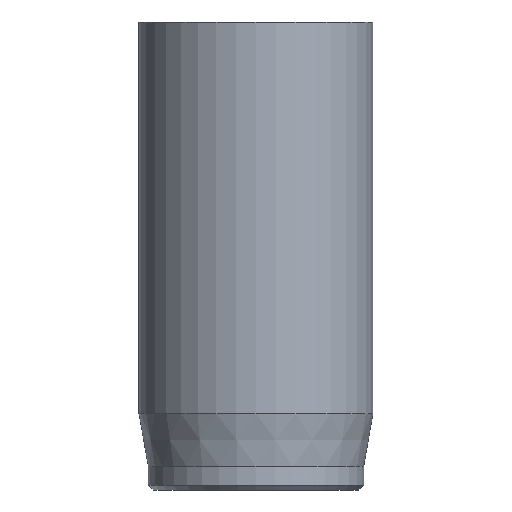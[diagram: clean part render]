
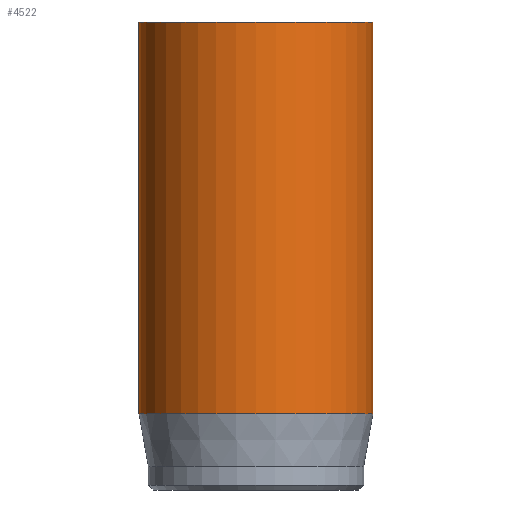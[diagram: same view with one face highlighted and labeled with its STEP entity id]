
A CAD part, front view. The second image highlights one B-rep face of the part: STEP entity #4522.
In plain terms, the highlighted cylindrical face has radius 5 mm (diameter 10 mm), a full revolution.
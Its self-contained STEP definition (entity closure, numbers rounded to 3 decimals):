
#32=CYLINDRICAL_SURFACE('',#4676,5.);
#47=CIRCLE('',#4642,5.);
#63=CIRCLE('',#4674,5.);
#64=CIRCLE('',#4675,5.);
#393=FACE_OUTER_BOUND('',#664,.T.);
#664=EDGE_LOOP('',(#4010,#4011,#4012,#4013,#4014));
#955=LINE('',#8955,#1254);
#1254=VECTOR('',#5144,5.);
#2031=VERTEX_POINT('',#8893);
#2047=VERTEX_POINT('',#8949);
#2048=VERTEX_POINT('',#8950);
#2684=EDGE_CURVE('',#2031,#2031,#47,.T.);
#2708=EDGE_CURVE('',#2047,#2048,#63,.T.);
#2709=EDGE_CURVE('',#2048,#2047,#64,.T.);
#2711=EDGE_CURVE('',#2031,#2047,#955,.T.);
#4010=ORIENTED_EDGE('',*,*,#2684,.T.);
#4011=ORIENTED_EDGE('',*,*,#2711,.T.);
#4012=ORIENTED_EDGE('',*,*,#2708,.T.);
#4013=ORIENTED_EDGE('',*,*,#2709,.T.);
#4014=ORIENTED_EDGE('',*,*,#2711,.F.);
#4522=ADVANCED_FACE('',(#393),#32,.T.);
#4642=AXIS2_PLACEMENT_3D('',#8894,#5065,#5066);
#4674=AXIS2_PLACEMENT_3D('',#8951,#5137,#5138);
#4675=AXIS2_PLACEMENT_3D('',#8952,#5139,#5140);
#4676=AXIS2_PLACEMENT_3D('',#8954,#5142,#5143);
#5065=DIRECTION('center_axis',(0.,0.,-1.));
#5066=DIRECTION('ref_axis',(-1.,0.,0.));
#5137=DIRECTION('center_axis',(0.,0.,1.));
#5138=DIRECTION('ref_axis',(-1.,0.,0.));
#5139=DIRECTION('center_axis',(0.,0.,1.));
#5140=DIRECTION('ref_axis',(-1.,0.,0.));
#5142=DIRECTION('center_axis',(0.,0.,1.));
#5143=DIRECTION('ref_axis',(-1.,0.,0.));
#5144=DIRECTION('',(0.,0.,-1.));
#8893=CARTESIAN_POINT('',(5.,0.,20.));
#8894=CARTESIAN_POINT('Origin',(0.,0.,20.));
#8949=CARTESIAN_POINT('',(5.,0.,3.269));
#8950=CARTESIAN_POINT('',(-5.,0.,3.269));
#8951=CARTESIAN_POINT('Origin',(0.,0.,3.269));
#8952=CARTESIAN_POINT('Origin',(0.,0.,3.269));
#8954=CARTESIAN_POINT('Origin',(0.,0.,0.));
#8955=CARTESIAN_POINT('',(5.,0.,0.));
